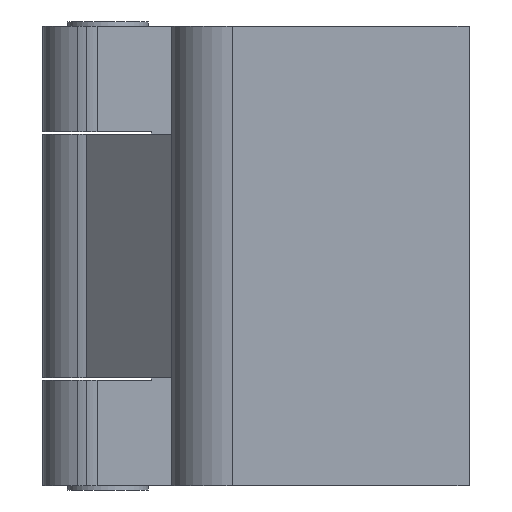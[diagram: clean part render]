
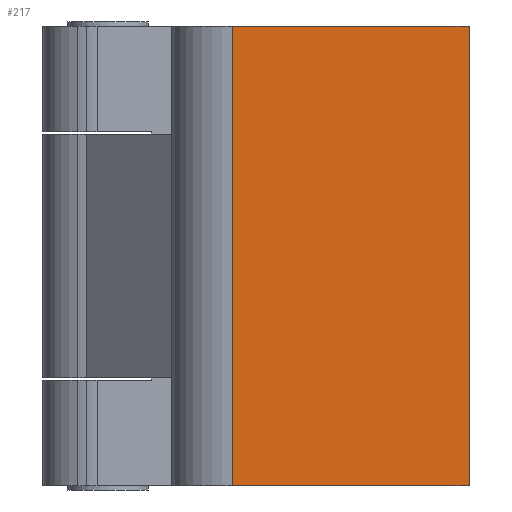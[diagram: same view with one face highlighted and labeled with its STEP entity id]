
A CAD part, left-side view. The second image highlights one B-rep face of the part: STEP entity #217.
In plain terms, the highlighted planar face has unit normal (-1, 0, 0).
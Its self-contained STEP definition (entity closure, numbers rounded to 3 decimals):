
#217 = ADVANCED_FACE( '', ( #505 ), #506, .F. );
#505 = FACE_OUTER_BOUND( '', #890, .T. );
#506 = PLANE( '', #891 );
#890 = EDGE_LOOP( '', ( #1343, #1344, #1345, #1346 ) );
#891 = AXIS2_PLACEMENT_3D( '', #1347, #1348, #1349 );
#1343 = ORIENTED_EDGE( '', *, *, #2305, .T. );
#1344 = ORIENTED_EDGE( '', *, *, #2306, .F. );
#1345 = ORIENTED_EDGE( '', *, *, #2245, .F. );
#1346 = ORIENTED_EDGE( '', *, *, #2307, .T. );
#1347 = CARTESIAN_POINT( '', ( 0., 17.5, 17. ) );
#1348 = DIRECTION( '', ( 1., 0., 0. ) );
#1349 = DIRECTION( '', ( 0., 0., -1. ) );
#2245 = EDGE_CURVE( '', #2652, #2654, #2655, .T. );
#2305 = EDGE_CURVE( '', #2760, #2761, #2762, .T. );
#2306 = EDGE_CURVE( '', #2654, #2761, #2763, .T. );
#2307 = EDGE_CURVE( '', #2652, #2760, #2764, .T. );
#2652 = VERTEX_POINT( '', #3241 );
#2654 = VERTEX_POINT( '', #3243 );
#2655 = LINE( '', #3244, #3245 );
#2760 = VERTEX_POINT( '', #3392 );
#2761 = VERTEX_POINT( '', #3393 );
#2762 = LINE( '', #3394, #3395 );
#2763 = LINE( '', #3396, #3397 );
#2764 = LINE( '', #3398, #3399 );
#3241 = CARTESIAN_POINT( '', ( 0., 17.5, 17. ) );
#3243 = CARTESIAN_POINT( '', ( 0., 0., 17. ) );
#3244 = CARTESIAN_POINT( '', ( 0., 17.5, 17. ) );
#3245 = VECTOR( '', #4050, 1000. );
#3392 = CARTESIAN_POINT( '', ( 0., 17.5, -17. ) );
#3393 = CARTESIAN_POINT( '', ( 0., 0., -17. ) );
#3394 = CARTESIAN_POINT( '', ( 0., 17.5, -17. ) );
#3395 = VECTOR( '', #4111, 1000. );
#3396 = CARTESIAN_POINT( '', ( 0., 0., 17. ) );
#3397 = VECTOR( '', #4112, 1000. );
#3398 = CARTESIAN_POINT( '', ( 0., 17.5, 17. ) );
#3399 = VECTOR( '', #4113, 1000. );
#4050 = DIRECTION( '', ( 0., -1., 0. ) );
#4111 = DIRECTION( '', ( 0., -1., 0. ) );
#4112 = DIRECTION( '', ( 0., 0., -1. ) );
#4113 = DIRECTION( '', ( 0., 0., -1. ) );
